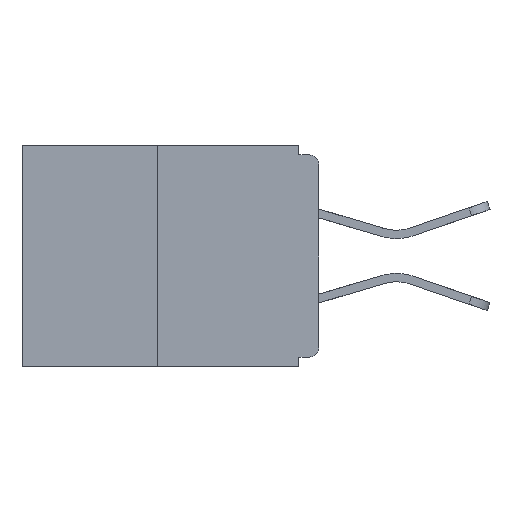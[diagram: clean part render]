
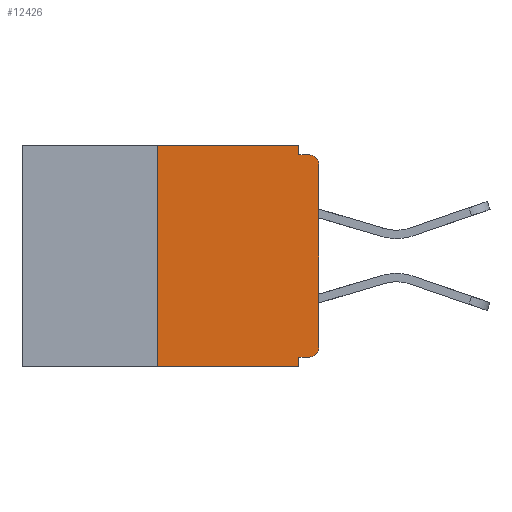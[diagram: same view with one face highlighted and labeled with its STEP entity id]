
A CAD part, left-side view. The second image highlights one B-rep face of the part: STEP entity #12426.
In plain terms, the highlighted planar face has unit normal (-1, 0, 0).
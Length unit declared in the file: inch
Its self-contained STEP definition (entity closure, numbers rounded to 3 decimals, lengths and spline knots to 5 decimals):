
#313 = CARTESIAN_POINT ( 'NONE',  ( 0., 0.46, -0.343 ) ) ;
#333 = DIRECTION ( 'NONE',  ( -1., 0., 0. ) ) ;
#342 = ORIENTED_EDGE ( 'NONE', *, *, #11305, .F. ) ;
#428 = DIRECTION ( 'NONE',  ( 0., 0., 1. ) ) ;
#506 = VERTEX_POINT ( 'NONE', #11845 ) ;
#735 = DIRECTION ( 'NONE',  ( 0., 0., -1. ) ) ;
#1005 = ORIENTED_EDGE ( 'NONE', *, *, #3799, .T. ) ;
#1403 = CARTESIAN_POINT ( 'NONE',  ( 0., 0.031, 0. ) ) ;
#1538 = CARTESIAN_POINT ( 'NONE',  ( 0., 0., -0.015 ) ) ;
#1657 = VECTOR ( 'NONE', #8881, 39.37008 ) ;
#1678 = VERTEX_POINT ( 'NONE', #9422 ) ;
#1942 = VERTEX_POINT ( 'NONE', #3713 ) ;
#2017 = CARTESIAN_POINT ( 'NONE',  ( 0., 0., -0.328 ) ) ;
#2067 = EDGE_CURVE ( 'NONE', #2225, #4329, #8439, .T. ) ;
#2225 = VERTEX_POINT ( 'NONE', #7794 ) ;
#2371 = DIRECTION ( 'NONE',  ( 0., 0., -1. ) ) ;
#2859 = LINE ( 'NONE', #1403, #6482 ) ;
#3190 = ORIENTED_EDGE ( 'NONE', *, *, #4045, .F. ) ;
#3713 = CARTESIAN_POINT ( 'NONE',  ( 0., 0.015, -0.015 ) ) ;
#3743 = DIRECTION ( 'NONE',  ( 0., 0., -1. ) ) ;
#3799 = EDGE_CURVE ( 'NONE', #8495, #506, #6435, .T. ) ;
#3824 = VECTOR ( 'NONE', #10288, 39.37008 ) ;
#3916 = ORIENTED_EDGE ( 'NONE', *, *, #11562, .F. ) ;
#3949 = AXIS2_PLACEMENT_3D ( 'NONE', #4256, #333, #735 ) ;
#4039 = VERTEX_POINT ( 'NONE', #6953 ) ;
#4044 = VECTOR ( 'NONE', #5188, 39.37008 ) ;
#4045 = EDGE_CURVE ( 'NONE', #4039, #12110, #10713, .T. ) ;
#4142 = AXIS2_PLACEMENT_3D ( 'NONE', #12702, #11801, #5929 ) ;
#4169 = CARTESIAN_POINT ( 'NONE',  ( 0., 0.031, -0.343 ) ) ;
#4256 = CARTESIAN_POINT ( 'NONE',  ( 0., 0.015, -0.03 ) ) ;
#4329 = VERTEX_POINT ( 'NONE', #8133 ) ;
#4388 = CARTESIAN_POINT ( 'NONE',  ( 0., 0.46, 0. ) ) ;
#4445 = VECTOR ( 'NONE', #5192, 39.37008 ) ;
#4447 = ORIENTED_EDGE ( 'NONE', *, *, #2067, .F. ) ;
#4966 = PLANE ( 'NONE',  #4142 ) ;
#5143 = CARTESIAN_POINT ( 'NONE',  ( 0., 0.031, -0.015 ) ) ;
#5188 = DIRECTION ( 'NONE',  ( 0., -1., 0. ) ) ;
#5192 = DIRECTION ( 'NONE',  ( 0., -1., 0. ) ) ;
#5275 = CARTESIAN_POINT ( 'NONE',  ( 0., 0.25, 0. ) ) ;
#5929 = DIRECTION ( 'NONE',  ( 0., 0., -1. ) ) ;
#6288 = VERTEX_POINT ( 'NONE', #5143 ) ;
#6435 = LINE ( 'NONE', #12463, #11805 ) ;
#6482 = VECTOR ( 'NONE', #2371, 39.37008 ) ;
#6797 = EDGE_CURVE ( 'NONE', #1678, #8460, #10394, .T. ) ;
#6893 = VECTOR ( 'NONE', #9910, 39.37008 ) ;
#6953 = CARTESIAN_POINT ( 'NONE',  ( 0., 0.015, -0.328 ) ) ;
#7123 = ORIENTED_EDGE ( 'NONE', *, *, #8078, .F. ) ;
#7598 = DIRECTION ( 'NONE',  ( -1., 0., 0. ) ) ;
#7655 = CARTESIAN_POINT ( 'NONE',  ( 0., 0.015, -0.313 ) ) ;
#7794 = CARTESIAN_POINT ( 'NONE',  ( 0., 0.25, 0. ) ) ;
#8078 = EDGE_CURVE ( 'NONE', #12110, #8460, #11742, .T. ) ;
#8133 = CARTESIAN_POINT ( 'NONE',  ( 0., 0.031, 0. ) ) ;
#8251 = EDGE_CURVE ( 'NONE', #4039, #8495, #9754, .T. ) ;
#8297 = EDGE_LOOP ( 'NONE', ( #4447, #12221, #10239, #7123, #3190, #10009, #1005, #8707, #3916, #342 ) ) ;
#8335 = EDGE_CURVE ( 'NONE', #1678, #2225, #8353, .T. ) ;
#8353 = LINE ( 'NONE', #5275, #3824 ) ;
#8439 = LINE ( 'NONE', #4388, #4044 ) ;
#8460 = VERTEX_POINT ( 'NONE', #11319 ) ;
#8495 = VERTEX_POINT ( 'NONE', #12451 ) ;
#8707 = ORIENTED_EDGE ( 'NONE', *, *, #10580, .T. ) ;
#8863 = VECTOR ( 'NONE', #10279, 39.37008 ) ;
#8881 = DIRECTION ( 'NONE',  ( 0., 0., -1. ) ) ;
#9422 = CARTESIAN_POINT ( 'NONE',  ( 0., 0.25, -0.343 ) ) ;
#9754 = CIRCLE ( 'NONE', #12453, 0.015 ) ;
#9910 = DIRECTION ( 'NONE',  ( 0., 1., 0. ) ) ;
#10000 = CIRCLE ( 'NONE', #3949, 0.015 ) ;
#10009 = ORIENTED_EDGE ( 'NONE', *, *, #8251, .T. ) ;
#10239 = ORIENTED_EDGE ( 'NONE', *, *, #6797, .T. ) ;
#10279 = DIRECTION ( 'NONE',  ( 0., -1., 0. ) ) ;
#10288 = DIRECTION ( 'NONE',  ( 0., 0., 1. ) ) ;
#10394 = LINE ( 'NONE', #313, #4445 ) ;
#10580 = EDGE_CURVE ( 'NONE', #506, #1942, #10000, .T. ) ;
#10713 = LINE ( 'NONE', #2017, #6893 ) ;
#11008 = LINE ( 'NONE', #1538, #8863 ) ;
#11305 = EDGE_CURVE ( 'NONE', #4329, #6288, #2859, .T. ) ;
#11319 = CARTESIAN_POINT ( 'NONE',  ( 0., 0.031, -0.343 ) ) ;
#11562 = EDGE_CURVE ( 'NONE', #6288, #1942, #11008, .T. ) ;
#11742 = LINE ( 'NONE', #4169, #1657 ) ;
#11801 = DIRECTION ( 'NONE',  ( 1., 0., 0. ) ) ;
#11805 = VECTOR ( 'NONE', #428, 39.37008 ) ;
#11845 = CARTESIAN_POINT ( 'NONE',  ( 0., 0., -0.03 ) ) ;
#12110 = VERTEX_POINT ( 'NONE', #12174 ) ;
#12174 = CARTESIAN_POINT ( 'NONE',  ( 0., 0.031, -0.328 ) ) ;
#12221 = ORIENTED_EDGE ( 'NONE', *, *, #8335, .F. ) ;
#12238 = FACE_OUTER_BOUND ( 'NONE', #8297, .T. ) ;
#12426 = ADVANCED_FACE ( 'NONE', ( #12238 ), #4966, .F. ) ;
#12451 = CARTESIAN_POINT ( 'NONE',  ( 0., 0., -0.313 ) ) ;
#12453 = AXIS2_PLACEMENT_3D ( 'NONE', #7655, #7598, #3743 ) ;
#12463 = CARTESIAN_POINT ( 'NONE',  ( 0., 0., 0. ) ) ;
#12702 = CARTESIAN_POINT ( 'NONE',  ( 0., 0.46, 0. ) ) ;
